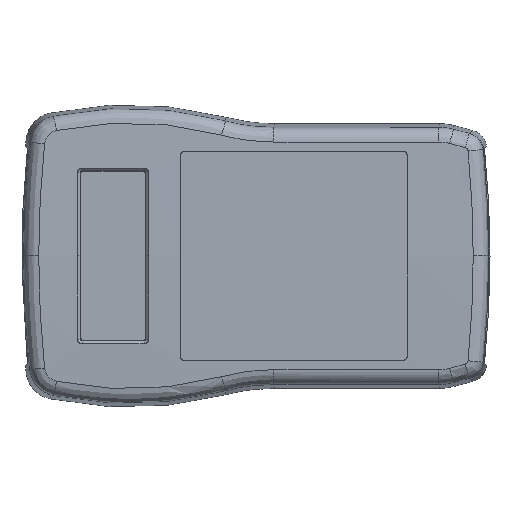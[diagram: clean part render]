
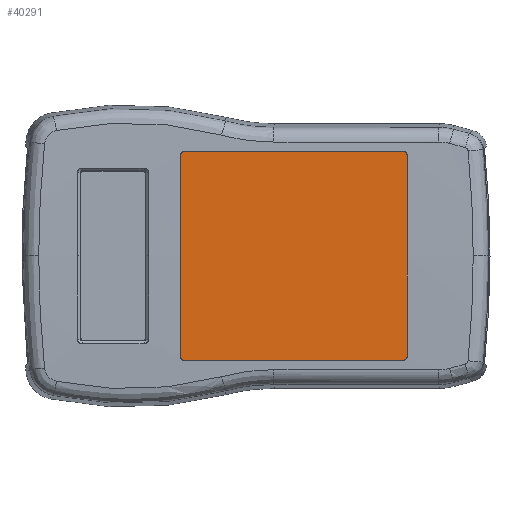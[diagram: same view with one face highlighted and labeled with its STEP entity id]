
A CAD part, top view. The second image highlights one B-rep face of the part: STEP entity #40291.
In plain terms, the highlighted planar face has unit normal (0, 0, 1).
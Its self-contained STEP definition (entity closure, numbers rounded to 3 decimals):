
#39 = CARTESIAN_POINT ( 'NONE',  ( 116.118, 27.134, 13.9 ) ) ;
#462 = CARTESIAN_POINT ( 'NONE',  ( 115.652, 27.678, 13.9 ) ) ;
#677 = CARTESIAN_POINT ( 'NONE',  ( 115.304, 27.797, 13.9 ) ) ;
#1196 = B_SPLINE_CURVE_WITH_KNOTS ( 'NONE', 3,
 ( #41877, #33440, #16910, #26346, #10876, #23109 ),
 .UNSPECIFIED., .F., .F.,
 ( 4, 2, 4 ),
 ( 0., 0.5, 1. ),
 .UNSPECIFIED. ) ;
#2774 = CARTESIAN_POINT ( 'NONE',  ( 56.654, 27.689, 13.9 ) ) ;
#3251 = CARTESIAN_POINT ( 'NONE',  ( 115.176, 27.797, 13.9 ) ) ;
#3391 = CARTESIAN_POINT ( 'NONE',  ( 56.176, 27.059, 13.9 ) ) ;
#3611 = CARTESIAN_POINT ( 'NONE',  ( 57.176, 27.797, 13.9 ) ) ;
#3820 = ORIENTED_EDGE ( 'NONE', *, *, #42364, .T. ) ;
#4229 = CARTESIAN_POINT ( 'NONE',  ( 56.176, 26.797, 13.9 ) ) ;
#4476 = ORIENTED_EDGE ( 'NONE', *, *, #11676, .F. ) ;
#4844 = CARTESIAN_POINT ( 'NONE',  ( 56.176, 0.197, 13.9 ) ) ;
#5546 = CARTESIAN_POINT ( 'NONE',  ( 56.284, -26.925, 13.9 ) ) ;
#6470 = CARTESIAN_POINT ( 'NONE',  ( 116.167, 26.954, 13.9 ) ) ;
#6616 = CARTESIAN_POINT ( 'NONE',  ( 115.176, -27.403, 13.9 ) ) ;
#6682 = CARTESIAN_POINT ( 'NONE',  ( 116.081, 27.228, 13.9 ) ) ;
#7202 = CARTESIAN_POINT ( 'NONE',  ( 86.176, -27.403, 13.9 ) ) ;
#8794 = CARTESIAN_POINT ( 'NONE',  ( 57.176, -27.403, 13.9 ) ) ;
#8897 = VERTEX_POINT ( 'NONE', #27911 ) ;
#9713 = CARTESIAN_POINT ( 'NONE',  ( 116.176, 26.797, 13.9 ) ) ;
#10343 = CARTESIAN_POINT ( 'NONE',  ( 115.575, 27.714, 13.9 ) ) ;
#10691 = LINE ( 'NONE', #19508, #11839 ) ;
#10876 = CARTESIAN_POINT ( 'NONE',  ( 115.438, -27.403, 13.9 ) ) ;
#11304 = LINE ( 'NONE', #7202, #18617 ) ;
#11676 = EDGE_CURVE ( 'NONE', #25548, #22247, #24322, .T. ) ;
#11839 = VECTOR ( 'NONE', #32819, 1000. ) ;
#11975 = VERTEX_POINT ( 'NONE', #4229 ) ;
#12455 = DIRECTION ( 'NONE',  ( 0., 0., 1. ) ) ;
#13149 = CARTESIAN_POINT ( 'NONE',  ( 115.695, 27.652, 13.9 ) ) ;
#13170 = EDGE_CURVE ( 'NONE', #34040, #22701, #38024, .T. ) ;
#13791 = CARTESIAN_POINT ( 'NONE',  ( 116.128, 27.106, 13.9 ) ) ;
#16910 = CARTESIAN_POINT ( 'NONE',  ( 116.068, -26.925, 13.9 ) ) ;
#17990 = DIRECTION ( 'NONE',  ( 0., 1., 0. ) ) ;
#18529 = ORIENTED_EDGE ( 'NONE', *, *, #36907, .F. ) ;
#18617 = VECTOR ( 'NONE', #27191, 1000. ) ;
#19116 = CARTESIAN_POINT ( 'NONE',  ( 56.284, 27.319, 13.9 ) ) ;
#19508 = CARTESIAN_POINT ( 'NONE',  ( 116.176, 0.197, 13.9 ) ) ;
#19597 = CARTESIAN_POINT ( 'NONE',  ( 115.975, 27.402, 13.9 ) ) ;
#21815 = LINE ( 'NONE', #4844, #32201 ) ;
#22041 = CARTESIAN_POINT ( 'NONE',  ( 57.176, -27.403, 13.9 ) ) ;
#22108 = CARTESIAN_POINT ( 'NONE',  ( 57.176, 27.797, 13.9 ) ) ;
#22143 = VECTOR ( 'NONE', #37445, 1000. ) ;
#22247 = VERTEX_POINT ( 'NONE', #29178 ) ;
#22263 = B_SPLINE_CURVE_WITH_KNOTS ( 'NONE', 3,
 ( #32430, #3391, #19116, #2774, #32226, #22108 ),
 .UNSPECIFIED., .F., .F.,
 ( 4, 2, 4 ),
 ( 0., 0.5, 1. ),
 .UNSPECIFIED. ) ;
#22288 = EDGE_CURVE ( 'NONE', #34641, #8897, #10691, .T. ) ;
#22485 = B_SPLINE_CURVE_WITH_KNOTS ( 'NONE', 3,
 ( #9713, #39597, #6470, #42407, #13791, #39, #6682, #23020, #19597, #23439, #33569, #26666, #13149, #462, #39810, #10343, #23227, #29479, #677, #3251 ),
 .UNSPECIFIED., .F., .F.,
 ( 4, 1, 2, 2, 2, 2, 2, 1, 2, 2, 4 ),
 ( 0., 0.125, 0.187, 0.25, 0.375, 0.5, 0.625, 0.687, 0.719, 0.75, 1. ),
 .UNSPECIFIED. ) ;
#22542 = PLANE ( 'NONE',  #33427 ) ;
#22701 = VERTEX_POINT ( 'NONE', #23737 ) ;
#23020 = CARTESIAN_POINT ( 'NONE',  ( 116.05, 27.287, 13.9 ) ) ;
#23109 = CARTESIAN_POINT ( 'NONE',  ( 115.176, -27.403, 13.9 ) ) ;
#23227 = CARTESIAN_POINT ( 'NONE',  ( 115.559, 27.721, 13.9 ) ) ;
#23439 = CARTESIAN_POINT ( 'NONE',  ( 115.932, 27.456, 13.9 ) ) ;
#23737 = CARTESIAN_POINT ( 'NONE',  ( 56.176, -26.403, 13.9 ) ) ;
#24298 = ORIENTED_EDGE ( 'NONE', *, *, #39198, .F. ) ;
#24322 = LINE ( 'NONE', #27109, #22143 ) ;
#24521 = EDGE_CURVE ( 'NONE', #36347, #34040, #11304, .T. ) ;
#25548 = VERTEX_POINT ( 'NONE', #3611 ) ;
#26346 = CARTESIAN_POINT ( 'NONE',  ( 115.698, -27.295, 13.9 ) ) ;
#26666 = CARTESIAN_POINT ( 'NONE',  ( 115.779, 27.597, 13.9 ) ) ;
#27037 = DIRECTION ( 'NONE',  ( -1., 0., 0. ) ) ;
#27109 = CARTESIAN_POINT ( 'NONE',  ( 86.176, 27.797, 13.9 ) ) ;
#27191 = DIRECTION ( 'NONE',  ( -1., 0., 0. ) ) ;
#27629 = ORIENTED_EDGE ( 'NONE', *, *, #24521, .F. ) ;
#27911 = CARTESIAN_POINT ( 'NONE',  ( 116.176, -26.403, 13.9 ) ) ;
#29178 = CARTESIAN_POINT ( 'NONE',  ( 115.176, 27.797, 13.9 ) ) ;
#29414 = FACE_OUTER_BOUND ( 'NONE', #40239, .T. ) ;
#29479 = CARTESIAN_POINT ( 'NONE',  ( 115.426, 27.773, 13.9 ) ) ;
#29578 = ORIENTED_EDGE ( 'NONE', *, *, #22288, .F. ) ;
#31081 = ORIENTED_EDGE ( 'NONE', *, *, #36330, .F. ) ;
#31346 = CARTESIAN_POINT ( 'NONE',  ( 56.176, -26.665, 13.9 ) ) ;
#32201 = VECTOR ( 'NONE', #17990, 1000. ) ;
#32226 = CARTESIAN_POINT ( 'NONE',  ( 56.914, 27.797, 13.9 ) ) ;
#32430 = CARTESIAN_POINT ( 'NONE',  ( 56.176, 26.797, 13.9 ) ) ;
#32602 = ORIENTED_EDGE ( 'NONE', *, *, #13170, .F. ) ;
#32819 = DIRECTION ( 'NONE',  ( 0., -1., 0. ) ) ;
#33427 = AXIS2_PLACEMENT_3D ( 'NONE', #41927, #12455, #27037 ) ;
#33440 = CARTESIAN_POINT ( 'NONE',  ( 116.176, -26.665, 13.9 ) ) ;
#33569 = CARTESIAN_POINT ( 'NONE',  ( 115.835, 27.553, 13.9 ) ) ;
#34040 = VERTEX_POINT ( 'NONE', #22041 ) ;
#34641 = VERTEX_POINT ( 'NONE', #37240 ) ;
#35005 = CARTESIAN_POINT ( 'NONE',  ( 56.654, -27.295, 13.9 ) ) ;
#36330 = EDGE_CURVE ( 'NONE', #11975, #25548, #22263, .T. ) ;
#36347 = VERTEX_POINT ( 'NONE', #6616 ) ;
#36907 = EDGE_CURVE ( 'NONE', #8897, #36347, #1196, .T. ) ;
#37240 = CARTESIAN_POINT ( 'NONE',  ( 116.176, 26.797, 13.9 ) ) ;
#37445 = DIRECTION ( 'NONE',  ( 1., 0., 0. ) ) ;
#38024 = B_SPLINE_CURVE_WITH_KNOTS ( 'NONE', 3,
 ( #8794, #38237, #35005, #5546, #31346, #40857 ),
 .UNSPECIFIED., .F., .F.,
 ( 4, 2, 4 ),
 ( 0., 0.5, 1. ),
 .UNSPECIFIED. ) ;
#38237 = CARTESIAN_POINT ( 'NONE',  ( 56.914, -27.403, 13.9 ) ) ;
#39198 = EDGE_CURVE ( 'NONE', #22701, #11975, #21815, .T. ) ;
#39597 = CARTESIAN_POINT ( 'NONE',  ( 116.176, 26.861, 13.9 ) ) ;
#39810 = CARTESIAN_POINT ( 'NONE',  ( 115.606, 27.7, 13.9 ) ) ;
#40239 = EDGE_LOOP ( 'NONE', ( #31081, #24298, #32602, #27629, #18529, #29578, #3820, #4476 ) ) ;
#40291 = ADVANCED_FACE ( 'NONE', ( #29414 ), #22542, .T. ) ;
#40857 = CARTESIAN_POINT ( 'NONE',  ( 56.176, -26.403, 13.9 ) ) ;
#41877 = CARTESIAN_POINT ( 'NONE',  ( 116.176, -26.403, 13.9 ) ) ;
#41927 = CARTESIAN_POINT ( 'NONE',  ( 116.276, 27.897, 13.9 ) ) ;
#42364 = EDGE_CURVE ( 'NONE', #34641, #22247, #22485, .T. ) ;
#42407 = CARTESIAN_POINT ( 'NONE',  ( 116.145, 27.046, 13.9 ) ) ;
